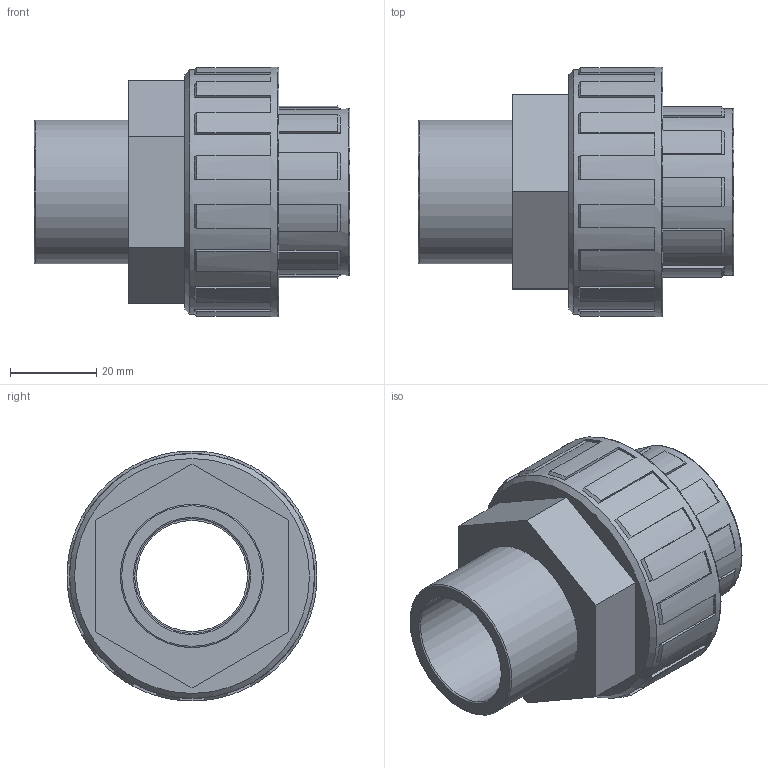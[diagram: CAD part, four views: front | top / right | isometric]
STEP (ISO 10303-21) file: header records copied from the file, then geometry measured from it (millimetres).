
FILE_DESCRIPTION(/* description */ ('PLASSON UNION F. THREAD-M.THREAD 1'''' x 1'''''),/* implementation_level */ '2;1');
FILE_NAME(/* name */ '050804010.ipt.stp',/* time_stamp */ '2017-12-07T15:58:47+02:00',/* author */ ('KIM'),/* organization */ (''),/* preprocessor_version */ 'ST-DEVELOPER v15.6',/* originating_system */ 'Autodesk Inventor 2015',/* authorisation */ '');
FILE_SCHEMA (('AUTOMOTIVE_DESIGN { 1 0 10303 214 3 1 1 }'));
Length unit declared in the file: millimetre
Products named in the file (1): 050804010
Bounding box: 73.3 x 58 x 58 mm (x, y, z)
Volume: 74035 mm3; surface area: 21142.3 mm2
Topology: 1 solids, 1 shells, 132 faces, 366 edges, 242 vertices
Faces by surface type: plane 82, cone 27, cylinder 18, torus 5
Full cylindrical faces by diameter (mm): 25.747 x1, 26.599 x1, 27.262 x1, 30.291 x1, 33.249 x1, 38.772 x1, 56.84 x1, 58 x1
Entity records: 4176 total; most frequent: DIRECTION 738, CARTESIAN_POINT 721, ORIENTED_EDGE 698, EDGE_CURVE 349, AXIS2_PLACEMENT_3D 256, VERTEX_POINT 239, LINE 226, VECTOR 226
